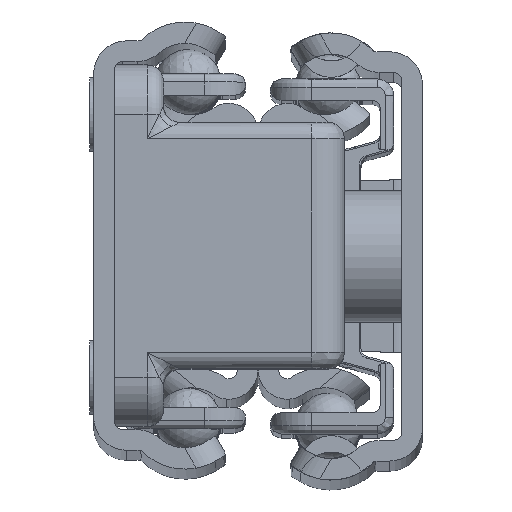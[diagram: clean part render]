
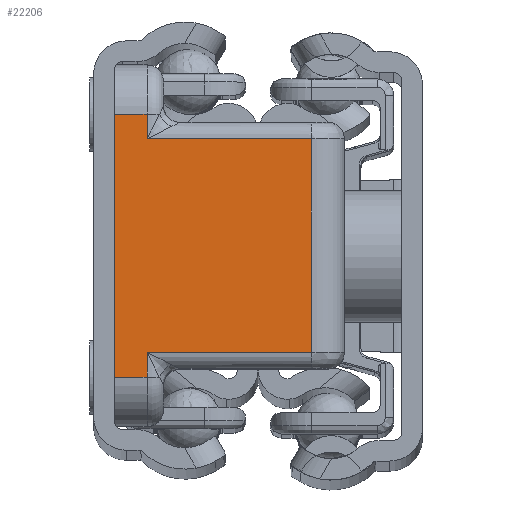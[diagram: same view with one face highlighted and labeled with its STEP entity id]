
A CAD part, top view. The second image highlights one B-rep face of the part: STEP entity #22206.
In plain terms, the highlighted planar face has unit normal (0, 0, 1).
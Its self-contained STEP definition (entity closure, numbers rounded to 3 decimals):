
#1215=PLANE('',#24190);
#2088=FACE_OUTER_BOUND('',#3379,.T.);
#3379=EDGE_LOOP('',(#17699,#17700,#17701,#17702,#17703,#17704,#17705,#17706));
#5128=LINE('',#37202,#6756);
#5130=LINE('',#37208,#6758);
#5138=LINE('',#37242,#6766);
#5147=LINE('',#37467,#6775);
#5151=LINE('',#37478,#6779);
#5160=LINE('',#37514,#6788);
#5161=LINE('',#37517,#6789);
#5162=LINE('',#37518,#6790);
#6756=VECTOR('',#29155,10.);
#6758=VECTOR('',#29161,10.);
#6766=VECTOR('',#29193,10.);
#6775=VECTOR('',#29256,10.);
#6779=VECTOR('',#29270,10.);
#6788=VECTOR('',#29303,10.);
#6789=VECTOR('',#29306,10.);
#6790=VECTOR('',#29307,10.);
#9706=VERTEX_POINT('',#37145);
#9711=VERTEX_POINT('',#37196);
#9714=VERTEX_POINT('',#37206);
#9719=VERTEX_POINT('',#37240);
#9725=VERTEX_POINT('',#37276);
#9739=VERTEX_POINT('',#37451);
#9750=VERTEX_POINT('',#37512);
#9751=VERTEX_POINT('',#37516);
#12479=EDGE_CURVE('',#9706,#9711,#5128,.T.);
#12482=EDGE_CURVE('',#9714,#9706,#5130,.T.);
#12496=EDGE_CURVE('',#9719,#9714,#5138,.T.);
#12532=EDGE_CURVE('',#9739,#9725,#5147,.T.);
#12538=EDGE_CURVE('',#9725,#9719,#5151,.T.);
#12552=EDGE_CURVE('',#9750,#9739,#5160,.T.);
#12553=EDGE_CURVE('',#9750,#9751,#5161,.T.);
#12554=EDGE_CURVE('',#9711,#9751,#5162,.T.);
#17699=ORIENTED_EDGE('',*,*,#12482,.F.);
#17700=ORIENTED_EDGE('',*,*,#12496,.F.);
#17701=ORIENTED_EDGE('',*,*,#12538,.F.);
#17702=ORIENTED_EDGE('',*,*,#12532,.F.);
#17703=ORIENTED_EDGE('',*,*,#12552,.F.);
#17704=ORIENTED_EDGE('',*,*,#12553,.T.);
#17705=ORIENTED_EDGE('',*,*,#12554,.F.);
#17706=ORIENTED_EDGE('',*,*,#12479,.F.);
#22206=ADVANCED_FACE('',(#2088),#1215,.T.);
#24190=AXIS2_PLACEMENT_3D('',#37515,#29304,#29305);
#29155=DIRECTION('',(0.,-1.,0.));
#29161=DIRECTION('',(-1.,0.,0.));
#29193=DIRECTION('',(0.,-1.,0.));
#29256=DIRECTION('',(0.,-1.,0.));
#29270=DIRECTION('',(1.,0.,0.));
#29303=DIRECTION('',(1.,0.,0.));
#29304=DIRECTION('center_axis',(0.,0.,1.));
#29305=DIRECTION('ref_axis',(1.,0.,0.));
#29306=DIRECTION('',(0.,-1.,0.));
#29307=DIRECTION('',(-1.,0.,0.));
#37145=CARTESIAN_POINT('',(-2.3,-6.5,348.));
#37196=CARTESIAN_POINT('',(-2.3,-8.,348.));
#37202=CARTESIAN_POINT('',(-2.3,5.5,348.));
#37206=CARTESIAN_POINT('',(7.7,-6.5,348.));
#37208=CARTESIAN_POINT('',(-1.3,-6.5,348.));
#37240=CARTESIAN_POINT('',(7.7,6.5,348.));
#37242=CARTESIAN_POINT('',(7.7,5.5,348.));
#37276=CARTESIAN_POINT('',(-2.3,6.5,348.));
#37451=CARTESIAN_POINT('',(-2.3,8.,348.));
#37467=CARTESIAN_POINT('',(-2.3,5.5,348.));
#37478=CARTESIAN_POINT('',(-1.3,6.5,348.));
#37512=CARTESIAN_POINT('',(-4.3,8.,348.));
#37514=CARTESIAN_POINT('',(-1.3,8.,348.));
#37515=CARTESIAN_POINT('Origin',(-1.3,11.,348.));
#37516=CARTESIAN_POINT('',(-4.3,-8.,348.));
#37517=CARTESIAN_POINT('',(-4.3,-11.,348.));
#37518=CARTESIAN_POINT('',(-1.3,-8.,348.));
